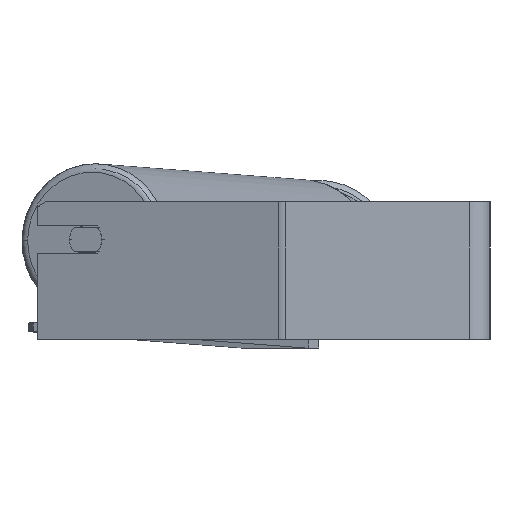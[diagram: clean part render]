
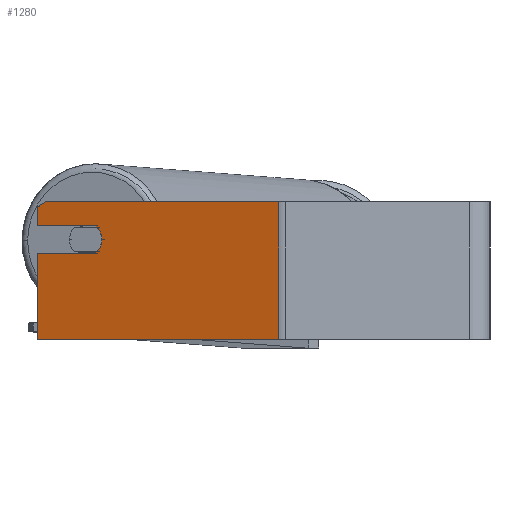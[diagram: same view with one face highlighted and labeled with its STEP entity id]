
A CAD part, left-side view. The second image highlights one B-rep face of the part: STEP entity #1280.
In plain terms, the highlighted planar face has unit normal (-0.94, 0.342, 0).
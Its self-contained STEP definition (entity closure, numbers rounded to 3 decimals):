
#145 = CARTESIAN_POINT ( 'NONE',  ( -553.204, 263.18, -40. ) ) ;
#211 = CIRCLE ( 'NONE', #5294, 10. ) ;
#226 = CARTESIAN_POINT ( 'NONE',  ( -553.204, 263.18, 37.113 ) ) ;
#342 = ORIENTED_EDGE ( 'NONE', *, *, #4404, .F. ) ;
#469 = DIRECTION ( 'NONE',  ( -0.342, -0.94, 0. ) ) ;
#492 = CARTESIAN_POINT ( 'NONE',  ( -553.204, 263.18, 26. ) ) ;
#568 = VECTOR ( 'NONE', #469, 1000. ) ;
#770 = VECTOR ( 'NONE', #3111, 1000. ) ;
#797 = VECTOR ( 'NONE', #5449, 1000. ) ;
#817 = CARTESIAN_POINT ( 'NONE',  ( -553.204, 263.18, 40. ) ) ;
#974 = ORIENTED_EDGE ( 'NONE', *, *, #5043, .F. ) ;
#1026 = VECTOR ( 'NONE', #8376, 1000. ) ;
#1143 = EDGE_CURVE ( 'NONE', #8119, #6198, #211, .T. ) ;
#1175 = FACE_OUTER_BOUND ( 'NONE', #2164, .T. ) ;
#1201 = VERTEX_POINT ( 'NONE', #6708 ) ;
#1220 = CARTESIAN_POINT ( 'NONE',  ( -553.204, 263.18, 40. ) ) ;
#1280 = ADVANCED_FACE ( 'NONE', ( #1175 ), #6149, .F. ) ;
#1389 = VECTOR ( 'NONE', #7175, 1000. ) ;
#1537 = LINE ( 'NONE', #1581, #2407 ) ;
#1581 = CARTESIAN_POINT ( 'NONE',  ( -565.516, 229.351, 26. ) ) ;
#1627 = VECTOR ( 'NONE', #6909, 1000. ) ;
#1653 = EDGE_CURVE ( 'NONE', #6444, #6266, #8944, .T. ) ;
#1707 = LINE ( 'NONE', #4391, #770 ) ;
#1889 = CARTESIAN_POINT ( 'NONE',  ( -604.276, 122.859, 40. ) ) ;
#1915 = LINE ( 'NONE', #2780, #1627 ) ;
#2164 = EDGE_LOOP ( 'NONE', ( #974, #2542, #7876, #4039, #6484, #2789, #342, #3922, #8871, #6907 ) ) ;
#2171 = DIRECTION ( 'NONE',  ( 0.296, 0.814, -0.5 ) ) ;
#2368 = DIRECTION ( 'NONE',  ( -0.342, -0.94, 0. ) ) ;
#2407 = VECTOR ( 'NONE', #4352, 1000. ) ;
#2425 = EDGE_CURVE ( 'NONE', #5614, #4649, #8503, .T. ) ;
#2464 = VERTEX_POINT ( 'NONE', #492 ) ;
#2495 = VECTOR ( 'NONE', #2171, 1000. ) ;
#2542 = ORIENTED_EDGE ( 'NONE', *, *, #6573, .T. ) ;
#2658 = CARTESIAN_POINT ( 'NONE',  ( -565.516, 229.351, 10. ) ) ;
#2780 = CARTESIAN_POINT ( 'NONE',  ( -553.204, 263.18, -40. ) ) ;
#2789 = ORIENTED_EDGE ( 'NONE', *, *, #4598, .F. ) ;
#2822 = EDGE_CURVE ( 'NONE', #6198, #2464, #1537, .T. ) ;
#3111 = DIRECTION ( 'NONE',  ( 0., 0., -1. ) ) ;
#3186 = CIRCLE ( 'NONE', #8897, 10. ) ;
#3221 = DIRECTION ( 'NONE',  ( 0.94, -0.342, 0. ) ) ;
#3586 = CARTESIAN_POINT ( 'NONE',  ( -553.204, 263.18, 37.113 ) ) ;
#3838 = AXIS2_PLACEMENT_3D ( 'NONE', #1220, #3221, #5365 ) ;
#3912 = CARTESIAN_POINT ( 'NONE',  ( -604.276, 122.859, 40. ) ) ;
#3922 = ORIENTED_EDGE ( 'NONE', *, *, #2425, .T. ) ;
#4039 = ORIENTED_EDGE ( 'NONE', *, *, #2822, .F. ) ;
#4200 = CARTESIAN_POINT ( 'NONE',  ( -565.516, 229.351, 26. ) ) ;
#4352 = DIRECTION ( 'NONE',  ( 0.342, 0.94, 0. ) ) ;
#4367 = CARTESIAN_POINT ( 'NONE',  ( -553.204, 263.18, 40. ) ) ;
#4391 = CARTESIAN_POINT ( 'NONE',  ( -553.204, 263.18, 40. ) ) ;
#4404 = EDGE_CURVE ( 'NONE', #5614, #7320, #8794, .T. ) ;
#4598 = EDGE_CURVE ( 'NONE', #7320, #8119, #3186, .T. ) ;
#4649 = VERTEX_POINT ( 'NONE', #145 ) ;
#4687 = CARTESIAN_POINT ( 'NONE',  ( -566.884, 225.592, 18. ) ) ;
#4921 = LINE ( 'NONE', #3586, #2495 ) ;
#5043 = EDGE_CURVE ( 'NONE', #1201, #6444, #7778, .T. ) ;
#5105 = DIRECTION ( 'NONE',  ( -0.94, 0.342, 0. ) ) ;
#5215 = CARTESIAN_POINT ( 'NONE',  ( -565.516, 229.351, 10. ) ) ;
#5294 = AXIS2_PLACEMENT_3D ( 'NONE', #8045, #5105, #2368 ) ;
#5365 = DIRECTION ( 'NONE',  ( 0.342, 0.94, 0. ) ) ;
#5449 = DIRECTION ( 'NONE',  ( 0., 0., -1. ) ) ;
#5614 = VERTEX_POINT ( 'NONE', #8067 ) ;
#6149 = PLANE ( 'NONE',  #3838 ) ;
#6175 = CARTESIAN_POINT ( 'NONE',  ( -563.464, 234.989, 18. ) ) ;
#6198 = VERTEX_POINT ( 'NONE', #4200 ) ;
#6266 = VERTEX_POINT ( 'NONE', #7520 ) ;
#6444 = VERTEX_POINT ( 'NONE', #3912 ) ;
#6484 = ORIENTED_EDGE ( 'NONE', *, *, #1143, .F. ) ;
#6573 = EDGE_CURVE ( 'NONE', #1201, #6691, #4921, .T. ) ;
#6691 = VERTEX_POINT ( 'NONE', #226 ) ;
#6708 = CARTESIAN_POINT ( 'NONE',  ( -554.914, 258.481, 40. ) ) ;
#6907 = ORIENTED_EDGE ( 'NONE', *, *, #1653, .F. ) ;
#6909 = DIRECTION ( 'NONE',  ( -0.342, -0.94, 0. ) ) ;
#7175 = DIRECTION ( 'NONE',  ( 0., 0., -1. ) ) ;
#7320 = VERTEX_POINT ( 'NONE', #2658 ) ;
#7464 = DIRECTION ( 'NONE',  ( -0.342, -0.94, 0. ) ) ;
#7514 = DIRECTION ( 'NONE',  ( -0.94, 0.342, 0. ) ) ;
#7520 = CARTESIAN_POINT ( 'NONE',  ( -604.276, 122.859, -40. ) ) ;
#7690 = EDGE_CURVE ( 'NONE', #4649, #6266, #1915, .T. ) ;
#7778 = LINE ( 'NONE', #4367, #1026 ) ;
#7876 = ORIENTED_EDGE ( 'NONE', *, *, #8647, .T. ) ;
#8045 = CARTESIAN_POINT ( 'NONE',  ( -563.464, 234.989, 18. ) ) ;
#8067 = CARTESIAN_POINT ( 'NONE',  ( -553.204, 263.18, 10. ) ) ;
#8119 = VERTEX_POINT ( 'NONE', #4687 ) ;
#8376 = DIRECTION ( 'NONE',  ( -0.342, -0.94, 0. ) ) ;
#8503 = LINE ( 'NONE', #817, #1389 ) ;
#8647 = EDGE_CURVE ( 'NONE', #6691, #2464, #1707, .T. ) ;
#8794 = LINE ( 'NONE', #5215, #568 ) ;
#8871 = ORIENTED_EDGE ( 'NONE', *, *, #7690, .T. ) ;
#8897 = AXIS2_PLACEMENT_3D ( 'NONE', #6175, #7514, #7464 ) ;
#8944 = LINE ( 'NONE', #1889, #797 ) ;
